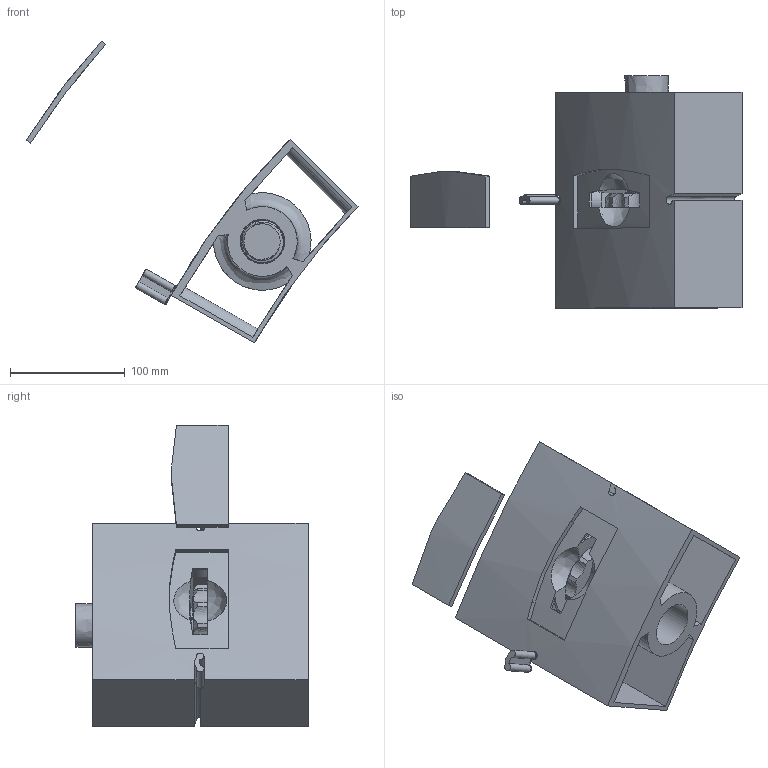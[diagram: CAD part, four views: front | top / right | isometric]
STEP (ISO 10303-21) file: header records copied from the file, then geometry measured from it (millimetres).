
FILE_DESCRIPTION(('FreeCAD Model'),'2;1');
FILE_NAME('Open CASCADE Shape Model','2025-04-30T22:09:31',('FreeCAD'),( 'FreeCAD'),'Open CASCADE STEP processor 7.6','FreeCAD','Unknown');
FILE_SCHEMA(('AUTOMOTIVE_DESIGN { 1 0 10303 214 1 1 1 1 }'));
Length unit declared in the file: millimetre
Products named in the file (1): Open CASCADE STEP translator 7.6 1
Bounding box: 289.82 x 202.67 x 263.42 mm (x, y, z)
Volume: 982383.6 mm3; surface area: 296033.2 mm2
Topology: 5 solids, 5 shells, 166 faces, 450 edges, 292 vertices
Faces by surface type: bspline 166
Entity records: 8708 total; most frequent: CARTESIAN_POINT 6138, ORIENTED_EDGE 896, EDGE_CURVE 448, B_SPLINE_CURVE_WITH_KNOTS 307, VERTEX_POINT 292, FACE_BOUND 180, EDGE_LOOP 180, ADVANCED_FACE 166
